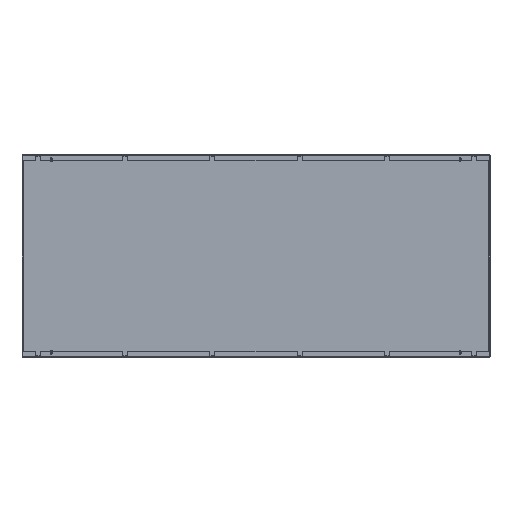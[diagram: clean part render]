
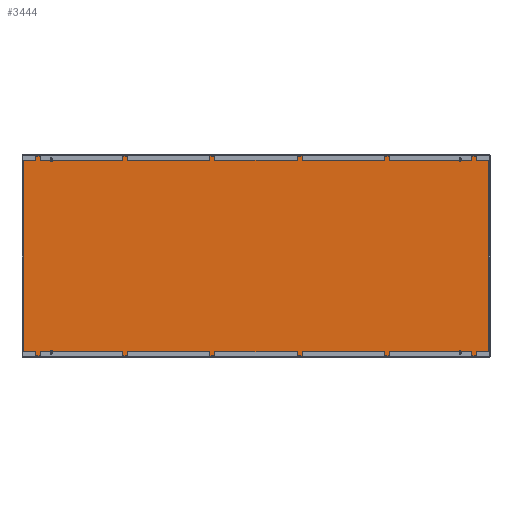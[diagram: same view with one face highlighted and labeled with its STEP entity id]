
A CAD part, top view. The second image highlights one B-rep face of the part: STEP entity #3444.
In plain terms, the highlighted planar face has unit normal (0, 0, 1).
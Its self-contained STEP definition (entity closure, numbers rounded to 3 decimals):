
#86=CIRCLE('',#3622,10.);
#87=CIRCLE('',#3623,10.);
#88=CIRCLE('',#3624,10.);
#89=CIRCLE('',#3625,10.);
#392=ORIENTED_EDGE('',*,*,#1076,.F.);
#393=ORIENTED_EDGE('',*,*,#1077,.F.);
#394=ORIENTED_EDGE('',*,*,#1078,.F.);
#395=ORIENTED_EDGE('',*,*,#1079,.F.);
#396=ORIENTED_EDGE('',*,*,#1080,.F.);
#397=ORIENTED_EDGE('',*,*,#1081,.F.);
#398=ORIENTED_EDGE('',*,*,#1082,.F.);
#399=ORIENTED_EDGE('',*,*,#1083,.F.);
#1076=EDGE_CURVE('',#1394,#1394,#86,.T.);
#1077=EDGE_CURVE('',#1395,#1395,#87,.T.);
#1078=EDGE_CURVE('',#1396,#1396,#88,.T.);
#1079=EDGE_CURVE('',#1397,#1397,#89,.T.);
#1080=EDGE_CURVE('',#1383,#1386,#1634,.T.);
#1081=EDGE_CURVE('',#1398,#1383,#1635,.T.);
#1082=EDGE_CURVE('',#1381,#1398,#1636,.T.);
#1083=EDGE_CURVE('',#1386,#1381,#1637,.T.);
#1381=VERTEX_POINT('',#4895);
#1383=VERTEX_POINT('',#4902);
#1386=VERTEX_POINT('',#4910);
#1394=VERTEX_POINT('',#4932);
#1395=VERTEX_POINT('',#4934);
#1396=VERTEX_POINT('',#4936);
#1397=VERTEX_POINT('',#4938);
#1398=VERTEX_POINT('',#4941);
#1634=LINE('',#4939,#1922);
#1635=LINE('',#4940,#1923);
#1636=LINE('',#4942,#1924);
#1637=LINE('',#4943,#1925);
#1922=VECTOR('',#4109,1000.);
#1923=VECTOR('',#4110,1000.);
#1924=VECTOR('',#4111,1000.);
#1925=VECTOR('',#4112,1000.);
#2058=EDGE_LOOP('',(#392));
#2059=EDGE_LOOP('',(#393));
#2060=EDGE_LOOP('',(#394));
#2061=EDGE_LOOP('',(#395));
#2062=EDGE_LOOP('',(#396,#397,#398,#399));
#2220=FACE_BOUND('',#2058,.T.);
#2221=FACE_BOUND('',#2059,.T.);
#2222=FACE_BOUND('',#2060,.T.);
#2223=FACE_BOUND('',#2061,.T.);
#2224=FACE_BOUND('',#2062,.T.);
#2370=PLANE('',#3621);
#3444=ADVANCED_FACE('',(#2220,#2221,#2222,#2223,#2224),#2370,.T.);
#3621=AXIS2_PLACEMENT_3D('',#4930,#4099,#4100);
#3622=AXIS2_PLACEMENT_3D('',#4931,#4101,#4102);
#3623=AXIS2_PLACEMENT_3D('',#4933,#4103,#4104);
#3624=AXIS2_PLACEMENT_3D('',#4935,#4105,#4106);
#3625=AXIS2_PLACEMENT_3D('',#4937,#4107,#4108);
#4099=DIRECTION('',(0.,0.,1.));
#4100=DIRECTION('',(1.,0.,0.));
#4101=DIRECTION('',(0.,0.,1.));
#4102=DIRECTION('',(-1.,0.,0.));
#4103=DIRECTION('',(0.,0.,1.));
#4104=DIRECTION('',(-1.,0.,0.));
#4105=DIRECTION('',(0.,0.,1.));
#4106=DIRECTION('',(-1.,0.,0.));
#4107=DIRECTION('',(0.,0.,1.));
#4108=DIRECTION('',(-1.,0.,0.));
#4109=DIRECTION('',(-1.,0.,0.));
#4110=DIRECTION('',(0.,-1.,0.));
#4111=DIRECTION('',(1.,0.,0.));
#4112=DIRECTION('',(0.,1.,0.));
#4895=CARTESIAN_POINT('',(-935.048,403.5,0.));
#4902=CARTESIAN_POINT('',(937.952,-403.5,0.));
#4910=CARTESIAN_POINT('',(-935.048,-403.5,0.));
#4930=CARTESIAN_POINT('',(0.,0.,0.));
#4931=CARTESIAN_POINT('',(-820.,390.,0.));
#4932=CARTESIAN_POINT('',(-830.,390.,0.));
#4933=CARTESIAN_POINT('',(-820.,-390.,0.));
#4934=CARTESIAN_POINT('',(-830.,-390.,0.));
#4935=CARTESIAN_POINT('',(820.,-390.,0.));
#4936=CARTESIAN_POINT('',(810.,-390.,0.));
#4937=CARTESIAN_POINT('',(820.,390.,0.));
#4938=CARTESIAN_POINT('',(810.,390.,0.));
#4939=CARTESIAN_POINT('',(937.952,-403.5,0.));
#4940=CARTESIAN_POINT('',(937.952,405.5,0.));
#4941=CARTESIAN_POINT('',(937.952,403.5,0.));
#4942=CARTESIAN_POINT('',(-935.048,403.5,0.));
#4943=CARTESIAN_POINT('',(-935.048,-405.5,0.));
